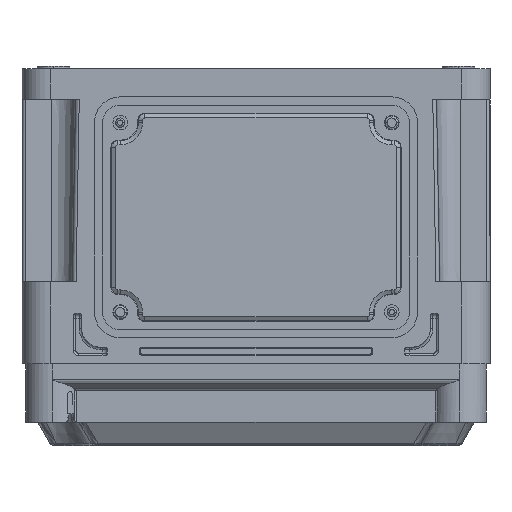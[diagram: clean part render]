
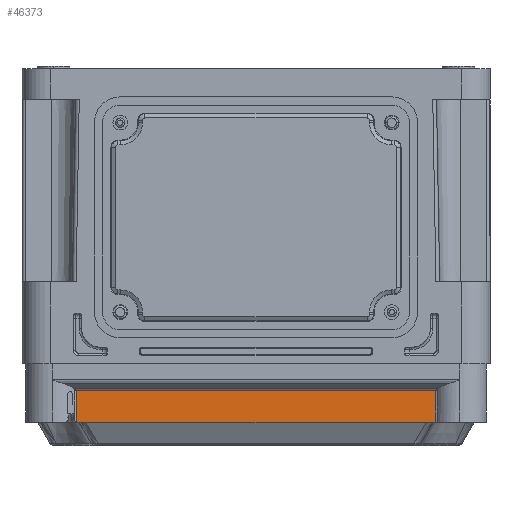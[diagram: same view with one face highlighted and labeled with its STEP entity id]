
A CAD part, left-side view. The second image highlights one B-rep face of the part: STEP entity #46373.
In plain terms, the highlighted planar face has unit normal (-1, 0, 0).
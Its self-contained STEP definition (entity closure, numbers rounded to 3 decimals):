
#8754 =( BOUNDED_CURVE ( )  B_SPLINE_CURVE ( 3, ( #26056, #26046, #26044, #26058 ),
 .UNSPECIFIED., .F., .F. ) 
 B_SPLINE_CURVE_WITH_KNOTS ( ( 4, 4 ),
 ( 1.203, 1.571 ),
 .UNSPECIFIED. ) 
 CURVE ( )  GEOMETRIC_REPRESENTATION_ITEM ( )  RATIONAL_B_SPLINE_CURVE ( ( 1., 0.989, 0.989, 1. ) ) 
 REPRESENTATION_ITEM ( '' )  );
#10472 = ORIENTED_EDGE ( 'NONE', *, *, #14818, .F. ) ;
#10490 = ORIENTED_EDGE ( 'NONE', *, *, #14826, .T. ) ;
#10492 = ORIENTED_EDGE ( 'NONE', *, *, #14817, .T. ) ;
#14809 = EDGE_CURVE ( 'NONE', #46673, #46674, #31143, .T. ) ;
#14811 = EDGE_CURVE ( 'NONE', #46669, #46668, #31164, .T. ) ;
#14817 = EDGE_CURVE ( 'NONE', #46668, #46658, #8754, .T. ) ;
#14818 = EDGE_CURVE ( 'NONE', #46674, #37373, #31167, .T. ) ;
#14820 = EDGE_CURVE ( 'NONE', #46673, #46669, #31187, .T. ) ;
#14826 = EDGE_CURVE ( 'NONE', #46664, #37373, #31207, .T. ) ;
#14874 = EDGE_CURVE ( 'NONE', #46658, #46664, #36685, .T. ) ;
#18448 = CARTESIAN_POINT ( 'NONE',  ( -143.25, -72.83, 10. ) ) ;
#18992 = ORIENTED_EDGE ( 'NONE', *, *, #14874, .T. ) ;
#19011 = ORIENTED_EDGE ( 'NONE', *, *, #14811, .T. ) ;
#26009 = DIRECTION ( 'NONE',  ( 0., 0., -1. ) ) ;
#26019 = CARTESIAN_POINT ( 'NONE',  ( -143.25, 76.817, 10. ) ) ;
#26022 = DIRECTION ( 'NONE',  ( 0., 0., -1. ) ) ;
#26044 = CARTESIAN_POINT ( 'NONE',  ( -143.25, 76.149, 10. ) ) ;
#26046 = CARTESIAN_POINT ( 'NONE',  ( -143.25, 76.492, 10.045 ) ) ;
#26056 = CARTESIAN_POINT ( 'NONE',  ( -143.25, 76.817, 10.134 ) ) ;
#26058 = CARTESIAN_POINT ( 'NONE',  ( -143.25, 75.8, 10. ) ) ;
#26060 = CARTESIAN_POINT ( 'NONE',  ( -143.25, -71.46, 10. ) ) ;
#26064 = DIRECTION ( 'NONE',  ( 0., 1., 0. ) ) ;
#26070 = CARTESIAN_POINT ( 'NONE',  ( -143.25, 71.46, 23.423 ) ) ;
#26078 = DIRECTION ( 'NONE',  ( 0., 1., 0. ) ) ;
#26079 = DIRECTION ( 'NONE',  ( 0., -1., 0. ) ) ;
#26091 = CARTESIAN_POINT ( 'NONE',  ( -143.25, 71.46, 10. ) ) ;
#26156 = CARTESIAN_POINT ( 'NONE',  ( -143.25, 71.46, 10. ) ) ;
#28753 = CARTESIAN_POINT ( 'NONE',  ( -143.25, -76.817, 10. ) ) ;
#30041 = CARTESIAN_POINT ( 'NONE',  ( -143.25, 71.46, 24. ) ) ;
#30045 = PLANE ( 'NONE',  #41771 ) ;
#30047 = DIRECTION ( 'NONE',  ( 1., 0., 0. ) ) ;
#30048 = DIRECTION ( 'NONE',  ( 0., 1., 0. ) ) ;
#31143 = LINE ( 'NONE', #28753, #31160 ) ;
#31160 = VECTOR ( 'NONE', #26009, 1000. ) ;
#31164 = LINE ( 'NONE', #26019, #31170 ) ;
#31167 = LINE ( 'NONE', #26060, #31184 ) ;
#31170 = VECTOR ( 'NONE', #26022, 1000. ) ;
#31184 = VECTOR ( 'NONE', #26064, 1000. ) ;
#31187 = LINE ( 'NONE', #26070, #31188 ) ;
#31188 = VECTOR ( 'NONE', #26078, 1000. ) ;
#31207 = LINE ( 'NONE', #26091, #31211 ) ;
#31211 = VECTOR ( 'NONE', #26079, 1000. ) ;
#34467 = CARTESIAN_POINT ( 'NONE',  ( -143.25, 75.8, 10. ) ) ;
#34473 = CARTESIAN_POINT ( 'NONE',  ( -143.25, 72.83, 10. ) ) ;
#34477 = CARTESIAN_POINT ( 'NONE',  ( -143.25, 76.817, 10.134 ) ) ;
#34478 = CARTESIAN_POINT ( 'NONE',  ( -143.25, 76.817, 23.423 ) ) ;
#34482 = CARTESIAN_POINT ( 'NONE',  ( -143.25, -76.817, 23.423 ) ) ;
#34483 = CARTESIAN_POINT ( 'NONE',  ( -143.25, -76.817, 10. ) ) ;
#36212 = EDGE_LOOP ( 'NONE', ( #19011, #10492, #18992, #10490, #10472, #45131, #41111 ) ) ;
#36685 = LINE ( 'NONE', #26156, #36688 ) ;
#36688 = VECTOR ( 'NONE', #36793, 1000. ) ;
#36793 = DIRECTION ( 'NONE',  ( 0., -1., 0. ) ) ;
#37373 = VERTEX_POINT ( 'NONE', #18448 ) ;
#38029 = FACE_OUTER_BOUND ( 'NONE', #36212, .T. ) ;
#41111 = ORIENTED_EDGE ( 'NONE', *, *, #14820, .T. ) ;
#41771 = AXIS2_PLACEMENT_3D ( 'NONE', #30041, #30047, #30048 ) ;
#45131 = ORIENTED_EDGE ( 'NONE', *, *, #14809, .F. ) ;
#46373 = ADVANCED_FACE ( 'NONE', ( #38029 ), #30045, .F. ) ;
#46658 = VERTEX_POINT ( 'NONE', #34467 ) ;
#46664 = VERTEX_POINT ( 'NONE', #34473 ) ;
#46668 = VERTEX_POINT ( 'NONE', #34477 ) ;
#46669 = VERTEX_POINT ( 'NONE', #34478 ) ;
#46673 = VERTEX_POINT ( 'NONE', #34482 ) ;
#46674 = VERTEX_POINT ( 'NONE', #34483 ) ;
